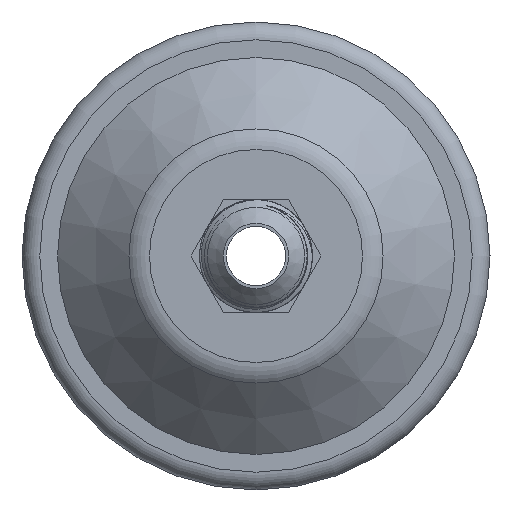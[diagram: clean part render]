
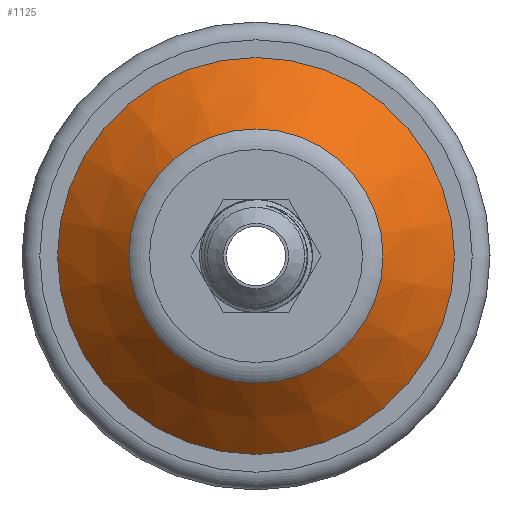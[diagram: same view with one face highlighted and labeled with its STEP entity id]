
A CAD part, left-side view. The second image highlights one B-rep face of the part: STEP entity #1125.
In plain terms, the highlighted conical face has half-angle 46.081 degrees and reference radius 33.5 mm.
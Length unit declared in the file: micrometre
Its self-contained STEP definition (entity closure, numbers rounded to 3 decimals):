
#61=CONICAL_SURFACE('',#1258,33500.,0.804);
#93=FACE_OUTER_BOUND('',#155,.T.);
#155=EDGE_LOOP('',(#861,#862,#863,#864,#865,#866));
#245=CIRCLE('',#1253,21452.184);
#246=CIRCLE('',#1254,21452.184);
#250=CIRCLE('',#1259,33500.);
#251=CIRCLE('',#1260,33500.);
#326=LINE('',#2567,#392);
#392=VECTOR('',#1484,33500.);
#505=VERTEX_POINT('',#2553);
#506=VERTEX_POINT('',#2554);
#509=VERTEX_POINT('',#2563);
#510=VERTEX_POINT('',#2564);
#647=EDGE_CURVE('',#505,#506,#245,.T.);
#648=EDGE_CURVE('',#506,#505,#246,.T.);
#652=EDGE_CURVE('',#509,#510,#250,.T.);
#653=EDGE_CURVE('',#510,#509,#251,.T.);
#654=EDGE_CURVE('',#510,#506,#326,.T.);
#861=ORIENTED_EDGE('',*,*,#652,.F.);
#862=ORIENTED_EDGE('',*,*,#653,.F.);
#863=ORIENTED_EDGE('',*,*,#654,.T.);
#864=ORIENTED_EDGE('',*,*,#648,.T.);
#865=ORIENTED_EDGE('',*,*,#647,.T.);
#866=ORIENTED_EDGE('',*,*,#654,.F.);
#1125=ADVANCED_FACE('',(#93),#61,.T.);
#1253=AXIS2_PLACEMENT_3D('',#2555,#1468,#1469);
#1254=AXIS2_PLACEMENT_3D('',#2556,#1470,#1471);
#1258=AXIS2_PLACEMENT_3D('',#2562,#1478,#1479);
#1259=AXIS2_PLACEMENT_3D('',#2565,#1480,#1481);
#1260=AXIS2_PLACEMENT_3D('',#2566,#1482,#1483);
#1468=DIRECTION('center_axis',(1.,0.,0.));
#1469=DIRECTION('ref_axis',(0.,0.,-1.));
#1470=DIRECTION('center_axis',(1.,0.,0.));
#1471=DIRECTION('ref_axis',(0.,0.,-1.));
#1478=DIRECTION('center_axis',(1.,0.,0.));
#1479=DIRECTION('ref_axis',(0.,0.,-1.));
#1480=DIRECTION('center_axis',(1.,0.,0.));
#1481=DIRECTION('ref_axis',(0.,0.,-1.));
#1482=DIRECTION('center_axis',(1.,0.,0.));
#1483=DIRECTION('ref_axis',(0.,0.,-1.));
#1484=DIRECTION('',(-0.694,0.,-0.72));
#2553=CARTESIAN_POINT('',(-96101.601,0.,-21452.184));
#2554=CARTESIAN_POINT('',(-96101.601,0.,21452.184));
#2555=CARTESIAN_POINT('Origin',(-96101.601,0.,0.));
#2556=CARTESIAN_POINT('Origin',(-96101.601,0.,0.));
#2562=CARTESIAN_POINT('Origin',(-84500.,0.,0.));
#2563=CARTESIAN_POINT('',(-84500.,0.,-33500.));
#2564=CARTESIAN_POINT('',(-84500.,0.,33500.));
#2565=CARTESIAN_POINT('Origin',(-84500.,0.,0.));
#2566=CARTESIAN_POINT('Origin',(-84500.,0.,0.));
#2567=CARTESIAN_POINT('',(-84500.,0.,33500.));
